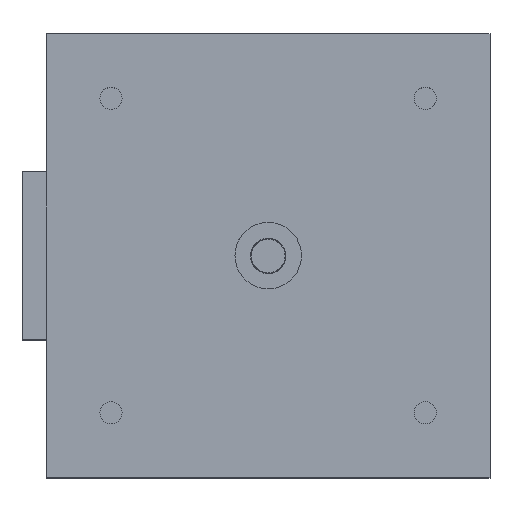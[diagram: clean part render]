
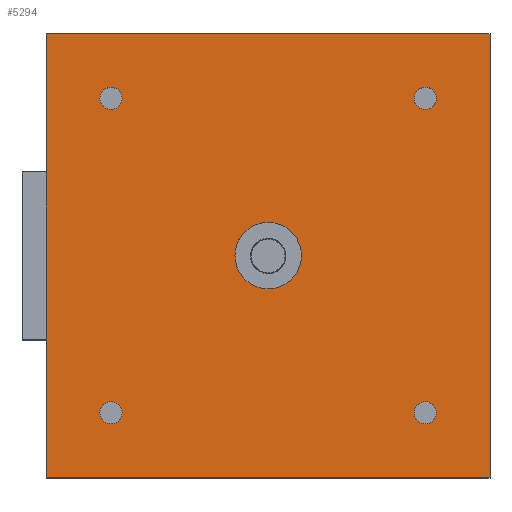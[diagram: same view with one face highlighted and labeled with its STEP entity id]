
A CAD part, top view. The second image highlights one B-rep face of the part: STEP entity #5294.
In plain terms, the highlighted planar face has unit normal (0, 0, 1).
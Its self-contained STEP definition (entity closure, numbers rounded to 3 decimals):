
#94=CIRCLE('',#5641,7.5);
#96=CIRCLE('',#5644,2.5);
#98=CIRCLE('',#5647,2.5);
#100=CIRCLE('',#5650,2.5);
#102=CIRCLE('',#5653,2.5);
#406=FACE_BOUND('',#896,.T.);
#407=FACE_BOUND('',#897,.T.);
#408=FACE_BOUND('',#898,.T.);
#409=FACE_BOUND('',#899,.T.);
#410=FACE_BOUND('',#900,.T.);
#566=FACE_OUTER_BOUND('',#895,.T.);
#895=EDGE_LOOP('',(#3709,#3710,#3711,#3712));
#896=EDGE_LOOP('',(#3713));
#897=EDGE_LOOP('',(#3714));
#898=EDGE_LOOP('',(#3715));
#899=EDGE_LOOP('',(#3716));
#900=EDGE_LOOP('',(#3717));
#1364=LINE('',#7789,#1882);
#1385=LINE('',#7851,#1903);
#1387=LINE('',#7854,#1905);
#1388=LINE('',#7856,#1906);
#1882=VECTOR('',#6204,10.);
#1903=VECTOR('',#6267,10.);
#1905=VECTOR('',#6271,10.);
#1906=VECTOR('',#6274,10.);
#2392=VERTEX_POINT('',#7786);
#2393=VERTEX_POINT('',#7788);
#2398=VERTEX_POINT('',#7800);
#2400=VERTEX_POINT('',#7806);
#2402=VERTEX_POINT('',#7812);
#2404=VERTEX_POINT('',#7818);
#2406=VERTEX_POINT('',#7824);
#2412=VERTEX_POINT('',#7848);
#2413=VERTEX_POINT('',#7850);
#2889=EDGE_CURVE('',#2393,#2392,#1364,.T.);
#2895=EDGE_CURVE('',#2398,#2398,#94,.T.);
#2898=EDGE_CURVE('',#2400,#2400,#96,.T.);
#2901=EDGE_CURVE('',#2402,#2402,#98,.T.);
#2904=EDGE_CURVE('',#2404,#2404,#100,.T.);
#2907=EDGE_CURVE('',#2406,#2406,#102,.T.);
#2920=EDGE_CURVE('',#2413,#2412,#1385,.T.);
#2922=EDGE_CURVE('',#2412,#2393,#1387,.T.);
#2923=EDGE_CURVE('',#2392,#2413,#1388,.T.);
#3709=ORIENTED_EDGE('',*,*,#2923,.T.);
#3710=ORIENTED_EDGE('',*,*,#2920,.T.);
#3711=ORIENTED_EDGE('',*,*,#2922,.T.);
#3712=ORIENTED_EDGE('',*,*,#2889,.T.);
#3713=ORIENTED_EDGE('',*,*,#2895,.T.);
#3714=ORIENTED_EDGE('',*,*,#2898,.T.);
#3715=ORIENTED_EDGE('',*,*,#2901,.T.);
#3716=ORIENTED_EDGE('',*,*,#2904,.T.);
#3717=ORIENTED_EDGE('',*,*,#2907,.T.);
#5070=PLANE('',#5663);
#5294=ADVANCED_FACE('',(#566,#406,#407,#408,#409,#410),#5070,.T.);
#5641=AXIS2_PLACEMENT_3D('',#7801,#6212,#6213);
#5644=AXIS2_PLACEMENT_3D('',#7807,#6219,#6220);
#5647=AXIS2_PLACEMENT_3D('',#7813,#6226,#6227);
#5650=AXIS2_PLACEMENT_3D('',#7819,#6233,#6234);
#5653=AXIS2_PLACEMENT_3D('',#7825,#6240,#6241);
#5663=AXIS2_PLACEMENT_3D('',#7857,#6275,#6276);
#6204=DIRECTION('',(0.,-1.,0.));
#6212=DIRECTION('center_axis',(0.,0.,-1.));
#6213=DIRECTION('ref_axis',(-1.,0.,0.));
#6219=DIRECTION('center_axis',(0.,0.,-1.));
#6220=DIRECTION('ref_axis',(-1.,0.,0.));
#6226=DIRECTION('center_axis',(0.,0.,-1.));
#6227=DIRECTION('ref_axis',(-1.,0.,0.));
#6233=DIRECTION('center_axis',(0.,0.,-1.));
#6234=DIRECTION('ref_axis',(-1.,0.,0.));
#6240=DIRECTION('center_axis',(0.,0.,-1.));
#6241=DIRECTION('ref_axis',(-1.,0.,0.));
#6267=DIRECTION('',(0.,1.,0.));
#6271=DIRECTION('',(-1.,0.,0.));
#6274=DIRECTION('',(1.,0.,0.));
#6275=DIRECTION('center_axis',(0.,0.,1.));
#6276=DIRECTION('ref_axis',(-1.,0.,0.));
#7786=CARTESIAN_POINT('',(-50.,-50.,112.));
#7788=CARTESIAN_POINT('',(-50.,50.,112.));
#7789=CARTESIAN_POINT('',(-50.,50.,112.));
#7800=CARTESIAN_POINT('',(7.5,0.,112.));
#7801=CARTESIAN_POINT('Origin',(0.,0.,112.));
#7806=CARTESIAN_POINT('',(37.929,35.429,112.));
#7807=CARTESIAN_POINT('Origin',(35.429,35.429,112.));
#7812=CARTESIAN_POINT('',(37.929,-35.429,112.));
#7813=CARTESIAN_POINT('Origin',(35.429,-35.429,112.));
#7818=CARTESIAN_POINT('',(-32.929,35.429,112.));
#7819=CARTESIAN_POINT('Origin',(-35.429,35.429,112.));
#7824=CARTESIAN_POINT('',(-32.929,-35.429,112.));
#7825=CARTESIAN_POINT('Origin',(-35.429,-35.429,112.));
#7848=CARTESIAN_POINT('',(50.,50.,112.));
#7850=CARTESIAN_POINT('',(50.,-50.,112.));
#7851=CARTESIAN_POINT('',(50.,-50.,112.));
#7854=CARTESIAN_POINT('',(50.,50.,112.));
#7856=CARTESIAN_POINT('',(-50.,-50.,112.));
#7857=CARTESIAN_POINT('Origin',(0.,0.,112.));
